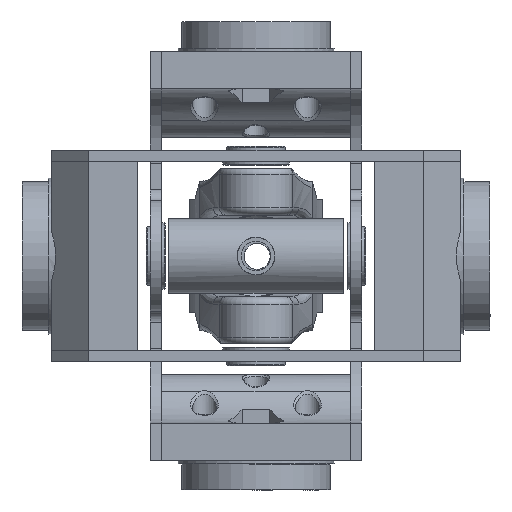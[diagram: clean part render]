
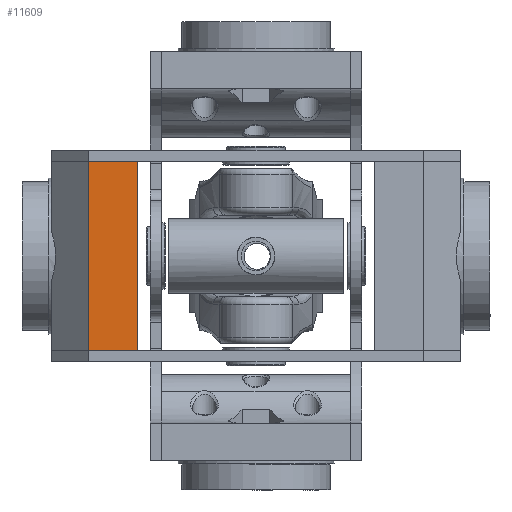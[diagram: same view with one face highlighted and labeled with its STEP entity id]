
A CAD part, front view. The second image highlights one B-rep face of the part: STEP entity #11609.
In plain terms, the highlighted planar face has unit normal (0, -1, 0).
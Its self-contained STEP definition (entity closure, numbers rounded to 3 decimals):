
#1235=PLANE('',#12831);
#1767=FACE_OUTER_BOUND('',#2594,.T.);
#2594=EDGE_LOOP('',(#9991,#9992,#9993,#9994));
#3305=LINE('',#30054,#4036);
#3322=LINE('',#30117,#4053);
#3380=LINE('',#31015,#4111);
#3384=LINE('',#31031,#4115);
#4036=VECTOR('',#15061,10.);
#4053=VECTOR('',#15124,10.);
#4111=VECTOR('',#15344,10.);
#4115=VECTOR('',#15366,10.);
#5631=VERTEX_POINT('',#30051);
#5632=VERTEX_POINT('',#30053);
#5654=VERTEX_POINT('',#30114);
#5655=VERTEX_POINT('',#30116);
#7043=EDGE_CURVE('',#5632,#5631,#3305,.T.);
#7074=EDGE_CURVE('',#5654,#5655,#3322,.T.);
#7199=EDGE_CURVE('',#5631,#5655,#3380,.T.);
#7204=EDGE_CURVE('',#5632,#5654,#3384,.T.);
#9991=ORIENTED_EDGE('',*,*,#7043,.T.);
#9992=ORIENTED_EDGE('',*,*,#7199,.T.);
#9993=ORIENTED_EDGE('',*,*,#7074,.F.);
#9994=ORIENTED_EDGE('',*,*,#7204,.F.);
#11609=ADVANCED_FACE('',(#1767),#1235,.T.);
#12831=AXIS2_PLACEMENT_3D('',#31051,#15394,#15395);
#15061=DIRECTION('',(0.,0.,-1.));
#15124=DIRECTION('',(0.,0.,-1.));
#15344=DIRECTION('',(1.,0.,0.));
#15366=DIRECTION('',(1.,0.,0.));
#15394=DIRECTION('center_axis',(0.,-1.,0.));
#15395=DIRECTION('ref_axis',(0.,0.,
-1.));
#30051=CARTESIAN_POINT('',(-25.5,1.,33.6));
#30053=CARTESIAN_POINT('',(-25.5,1.,46.6));
#30054=CARTESIAN_POINT('',(-25.5,1.,46.6));
#30114=CARTESIAN_POINT('',(25.5,1.,46.6));
#30116=CARTESIAN_POINT('',(25.5,1.,33.6));
#30117=CARTESIAN_POINT('',(25.5,1.,46.6));
#31015=CARTESIAN_POINT('',(-25.5,1.,33.6));
#31031=CARTESIAN_POINT('',(-25.5,1.,46.6));
#31051=CARTESIAN_POINT('Origin',(-25.5,1.,46.6));
